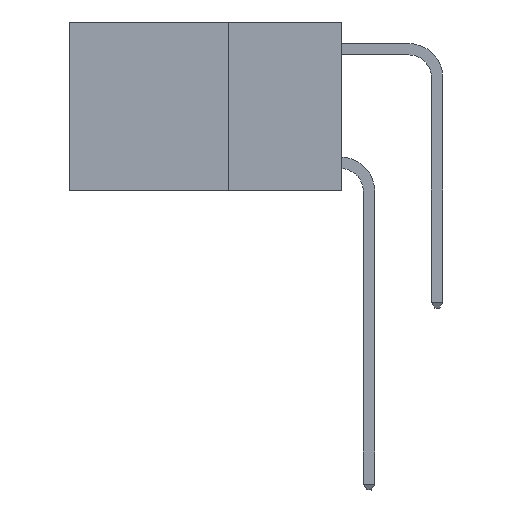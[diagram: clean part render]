
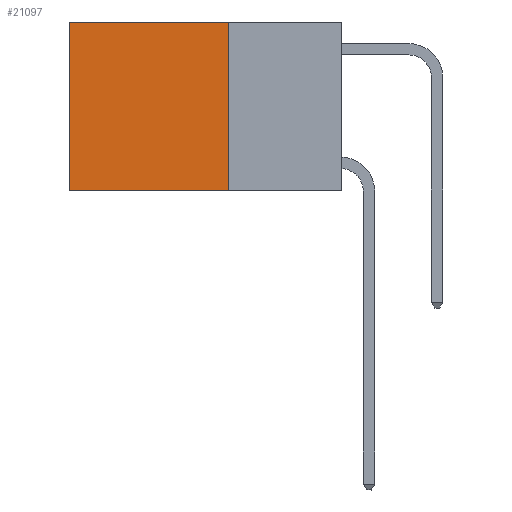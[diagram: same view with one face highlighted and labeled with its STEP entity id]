
A CAD part, left-side view. The second image highlights one B-rep face of the part: STEP entity #21097.
In plain terms, the highlighted planar face has unit normal (-1, 0, 0).
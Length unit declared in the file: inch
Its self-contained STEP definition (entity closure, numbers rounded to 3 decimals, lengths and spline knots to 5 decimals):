
#55 = ORIENTED_EDGE ( 'NONE', *, *, #6642, .F. ) ;
#713 = CARTESIAN_POINT ( 'NONE',  ( 0.2625, 0.25, 0. ) ) ;
#859 = CARTESIAN_POINT ( 'NONE',  ( 0.2625, 0.6, 0. ) ) ;
#2190 = VERTEX_POINT ( 'NONE', #22098 ) ;
#2526 = CARTESIAN_POINT ( 'NONE',  ( 0.2625, 0.25, 0. ) ) ;
#2716 = VECTOR ( 'NONE', #18200, 39.37008 ) ;
#3256 = LINE ( 'NONE', #713, #2716 ) ;
#4087 = PLANE ( 'NONE',  #8588 ) ;
#4275 = CARTESIAN_POINT ( 'NONE',  ( 0.2625, 0.6, -0.37 ) ) ;
#4282 = LINE ( 'NONE', #2526, #18135 ) ;
#4678 = ORIENTED_EDGE ( 'NONE', *, *, #20574, .T. ) ;
#5207 = FACE_OUTER_BOUND ( 'NONE', #20591, .T. ) ;
#5513 = LINE ( 'NONE', #11448, #14235 ) ;
#5755 = VECTOR ( 'NONE', #20646, 39.37008 ) ;
#5867 = DIRECTION ( 'NONE',  ( 1., 0., 0. ) ) ;
#6642 = EDGE_CURVE ( 'NONE', #9698, #10407, #18487, .T. ) ;
#8559 = CARTESIAN_POINT ( 'NONE',  ( 0.2625, 0.25, -0.37 ) ) ;
#8588 = AXIS2_PLACEMENT_3D ( 'NONE', #16264, #5867, #17974 ) ;
#9462 = DIRECTION ( 'NONE',  ( 0., 0., -1. ) ) ;
#9698 = VERTEX_POINT ( 'NONE', #14735 ) ;
#9702 = VERTEX_POINT ( 'NONE', #859 ) ;
#10407 = VERTEX_POINT ( 'NONE', #4275 ) ;
#11448 = CARTESIAN_POINT ( 'NONE',  ( 0.2625, 0.6, 0. ) ) ;
#13206 = DIRECTION ( 'NONE',  ( 0., 0., -1. ) ) ;
#13998 = EDGE_CURVE ( 'NONE', #2190, #9702, #3256, .T. ) ;
#14235 = VECTOR ( 'NONE', #13206, 39.37008 ) ;
#14735 = CARTESIAN_POINT ( 'NONE',  ( 0.2625, 0.25, -0.37 ) ) ;
#15184 = EDGE_CURVE ( 'NONE', #2190, #9698, #4282, .T. ) ;
#15461 = ORIENTED_EDGE ( 'NONE', *, *, #15184, .F. ) ;
#16264 = CARTESIAN_POINT ( 'NONE',  ( 0.2625, 0.25, 0. ) ) ;
#16417 = ORIENTED_EDGE ( 'NONE', *, *, #13998, .T. ) ;
#17974 = DIRECTION ( 'NONE',  ( 0., 0., -1. ) ) ;
#18135 = VECTOR ( 'NONE', #9462, 39.37008 ) ;
#18200 = DIRECTION ( 'NONE',  ( 0., 1., 0. ) ) ;
#18487 = LINE ( 'NONE', #8559, #5755 ) ;
#20574 = EDGE_CURVE ( 'NONE', #9702, #10407, #5513, .T. ) ;
#20591 = EDGE_LOOP ( 'NONE', ( #4678, #55, #15461, #16417 ) ) ;
#20646 = DIRECTION ( 'NONE',  ( 0., 1., 0. ) ) ;
#21097 = ADVANCED_FACE ( 'NONE', ( #5207 ), #4087, .F. ) ;
#22098 = CARTESIAN_POINT ( 'NONE',  ( 0.2625, 0.25, 0. ) ) ;
